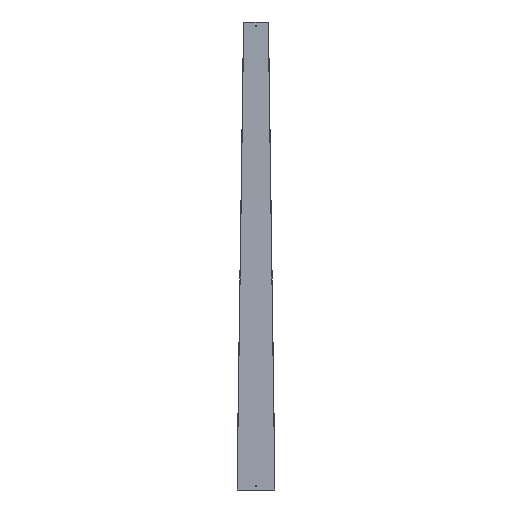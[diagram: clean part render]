
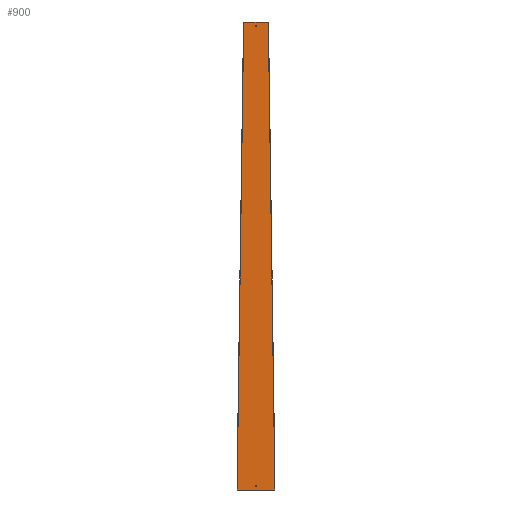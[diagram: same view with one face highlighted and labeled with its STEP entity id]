
A CAD part, front view. The second image highlights one B-rep face of the part: STEP entity #900.
In plain terms, the highlighted planar face has unit normal (0, -1, 0).
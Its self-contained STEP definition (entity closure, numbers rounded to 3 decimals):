
#2 = DIRECTION ( 'NONE',  ( 0., 0., -1. ) ) ;
#27 = DIRECTION ( 'NONE',  ( 0., 0., 1. ) ) ;
#28 = DIRECTION ( 'NONE',  ( 0., 1., 0. ) ) ;
#29 = CARTESIAN_POINT ( 'NONE',  ( 0., 0., -15. ) ) ;
#34 = DIRECTION ( 'NONE',  ( 0., 0., 1. ) ) ;
#37 = DIRECTION ( 'NONE',  ( 0., 1., 0. ) ) ;
#39 = DIRECTION ( 'NONE',  ( 0., 0., 1. ) ) ;
#40 = CARTESIAN_POINT ( 'NONE',  ( -69., 0., -54.802 ) ) ;
#41 = DIRECTION ( 'NONE',  ( 0., 1., 0. ) ) ;
#52 = CARTESIAN_POINT ( 'NONE',  ( 69., 0., -54.802 ) ) ;
#56 = DIRECTION ( 'NONE',  ( -1., 0., 0. ) ) ;
#59 = CARTESIAN_POINT ( 'NONE',  ( -76., 0., -1882. ) ) ;
#60 = CARTESIAN_POINT ( 'NONE',  ( -50.2, 0., -54.802 ) ) ;
#66 = CARTESIAN_POINT ( 'NONE',  ( 50.2, 0., -54.802 ) ) ;
#67 = CARTESIAN_POINT ( 'NONE',  ( 44., 0., -1827.155 ) ) ;
#68 = DIRECTION ( 'NONE',  ( 0., -1., 0. ) ) ;
#70 = DIRECTION ( 'NONE',  ( 0., 0., 1. ) ) ;
#72 = DIRECTION ( 'NONE',  ( 0., 0., 1. ) ) ;
#91 = CARTESIAN_POINT ( 'NONE',  ( 0., 0., -12.5 ) ) ;
#93 = CARTESIAN_POINT ( 'NONE',  ( 0., 0., -1864.5 ) ) ;
#141 = AXIS2_PLACEMENT_3D ( 'NONE', #602, #601, #585 ) ;
#155 = EDGE_CURVE ( 'NONE', #817, #880, #644, .T. ) ;
#161 = AXIS2_PLACEMENT_3D ( 'NONE', #570, #546, #461 ) ;
#163 = EDGE_CURVE ( 'NONE', #248, #248, #836, .T. ) ;
#183 = AXIS2_PLACEMENT_3D ( 'NONE', #40, #37, #34 ) ;
#185 = AXIS2_PLACEMENT_3D ( 'NONE', #29, #28, #27 ) ;
#189 = AXIS2_PLACEMENT_3D ( 'NONE', #52, #41, #39 ) ;
#191 = AXIS2_PLACEMENT_3D ( 'NONE', #67, #68, #70 ) ;
#202 = AXIS2_PLACEMENT_3D ( 'NONE', #518, #517, #513 ) ;
#244 = VERTEX_POINT ( 'NONE', #91 ) ;
#248 = VERTEX_POINT ( 'NONE', #93 ) ;
#263 = CIRCLE ( 'NONE', #185, 2.5 ) ;
#266 = VECTOR ( 'NONE', #2, 1000. ) ;
#269 = LINE ( 'NONE', #60, #266 ) ;
#273 = CIRCLE ( 'NONE', #183, 18.8 ) ;
#283 = VECTOR ( 'NONE', #56, 1000. ) ;
#286 = LINE ( 'NONE', #59, #283 ) ;
#294 = CIRCLE ( 'NONE', #189, 18.8 ) ;
#299 = VECTOR ( 'NONE', #72, 1000. ) ;
#305 = LINE ( 'NONE', #66, #299 ) ;
#308 = VECTOR ( 'NONE', #561, 1000. ) ;
#310 = VECTOR ( 'NONE', #529, 1000. ) ;
#311 = LINE ( 'NONE', #560, #308 ) ;
#312 = LINE ( 'NONE', #555, #310 ) ;
#314 = CIRCLE ( 'NONE', #191, 31.2 ) ;
#318 = VECTOR ( 'NONE', #519, 1000. ) ;
#320 = LINE ( 'NONE', #511, #318 ) ;
#326 = CIRCLE ( 'NONE', #202, 31.2 ) ;
#329 = VECTOR ( 'NONE', #565, 1000. ) ;
#332 = LINE ( 'NONE', #577, #329 ) ;
#379 = FACE_BOUND ( 'NONE', #673, .T. ) ;
#382 = FACE_BOUND ( 'NONE', #648, .T. ) ;
#387 = FACE_OUTER_BOUND ( 'NONE', #874, .T. ) ;
#390 = CARTESIAN_POINT ( 'NONE',  ( 50.2, 0., -54.802 ) ) ;
#399 = CARTESIAN_POINT ( 'NONE',  ( -51., 0., 0. ) ) ;
#431 = CARTESIAN_POINT ( 'NONE',  ( -50.2, 0., -54.802 ) ) ;
#435 = DIRECTION ( 'NONE',  ( 1., 0., 0. ) ) ;
#461 = DIRECTION ( 'NONE',  ( 0., 0., 1. ) ) ;
#463 = CARTESIAN_POINT ( 'NONE',  ( -75.197, 0., -1826.715 ) ) ;
#492 = CARTESIAN_POINT ( 'NONE',  ( -50.2, 0., 0. ) ) ;
#494 = CARTESIAN_POINT ( 'NONE',  ( 50.2, 0., 0. ) ) ;
#497 = CARTESIAN_POINT ( 'NONE',  ( -50.202, 0., -55.068 ) ) ;
#509 = CARTESIAN_POINT ( 'NONE',  ( 50.202, 0., -55.068 ) ) ;
#511 = CARTESIAN_POINT ( 'NONE',  ( 50.174, 0., -53.121 ) ) ;
#513 = DIRECTION ( 'NONE',  ( 0., 0., 1. ) ) ;
#517 = DIRECTION ( 'NONE',  ( 0., -1., 0. ) ) ;
#518 = CARTESIAN_POINT ( 'NONE',  ( -44., 0., -1827.155 ) ) ;
#519 = DIRECTION ( 'NONE',  ( -0.014, 0., 1. ) ) ;
#529 = DIRECTION ( 'NONE',  ( -0.014, 0., -1. ) ) ;
#546 = DIRECTION ( 'NONE',  ( 0., 1., 0. ) ) ;
#555 = CARTESIAN_POINT ( 'NONE',  ( -50.202, 0., -55.068 ) ) ;
#559 = PLANE ( 'NONE',  #161 ) ;
#560 = CARTESIAN_POINT ( 'NONE',  ( -75.2, 0., -54.802 ) ) ;
#561 = DIRECTION ( 'NONE',  ( 0., 0., -1. ) ) ;
#565 = DIRECTION ( 'NONE',  ( 0., 0., 1. ) ) ;
#570 = CARTESIAN_POINT ( 'NONE',  ( -69., 0., -54.802 ) ) ;
#577 = CARTESIAN_POINT ( 'NONE',  ( 75.2, 0., -54.802 ) ) ;
#585 = DIRECTION ( 'NONE',  ( 0., 0., 1. ) ) ;
#595 = CARTESIAN_POINT ( 'NONE',  ( 75.2, 0., -1882. ) ) ;
#601 = DIRECTION ( 'NONE',  ( 0., 1., 0. ) ) ;
#602 = CARTESIAN_POINT ( 'NONE',  ( 0., 0., -1867. ) ) ;
#610 = CARTESIAN_POINT ( 'NONE',  ( -75.2, 0., -1882. ) ) ;
#613 = CARTESIAN_POINT ( 'NONE',  ( -75.2, 0., -1827.155 ) ) ;
#615 = CARTESIAN_POINT ( 'NONE',  ( 75.2, 0., -1827.155 ) ) ;
#626 = CARTESIAN_POINT ( 'NONE',  ( 75.197, 0., -1826.715 ) ) ;
#630 = ORIENTED_EDGE ( 'NONE', *, *, #953, .T. ) ;
#638 = VERTEX_POINT ( 'NONE', #595 ) ;
#644 = LINE ( 'NONE', #399, #795 ) ;
#648 = EDGE_LOOP ( 'NONE', ( #695 ) ) ;
#667 = ORIENTED_EDGE ( 'NONE', *, *, #949, .T. ) ;
#668 = ORIENTED_EDGE ( 'NONE', *, *, #943, .T. ) ;
#673 = EDGE_LOOP ( 'NONE', ( #678 ) ) ;
#678 = ORIENTED_EDGE ( 'NONE', *, *, #163, .T. ) ;
#681 = VERTEX_POINT ( 'NONE', #615 ) ;
#693 = VERTEX_POINT ( 'NONE', #390 ) ;
#695 = ORIENTED_EDGE ( 'NONE', *, *, #971, .T. ) ;
#696 = VERTEX_POINT ( 'NONE', #613 ) ;
#697 = VERTEX_POINT ( 'NONE', #610 ) ;
#702 = ORIENTED_EDGE ( 'NONE', *, *, #968, .T. ) ;
#718 = ORIENTED_EDGE ( 'NONE', *, *, #155, .F. ) ;
#725 = ORIENTED_EDGE ( 'NONE', *, *, #958, .F. ) ;
#734 = VERTEX_POINT ( 'NONE', #626 ) ;
#735 = ORIENTED_EDGE ( 'NONE', *, *, #974, .T. ) ;
#737 = ORIENTED_EDGE ( 'NONE', *, *, #936, .T. ) ;
#743 = VERTEX_POINT ( 'NONE', #431 ) ;
#771 = VERTEX_POINT ( 'NONE', #497 ) ;
#774 = ORIENTED_EDGE ( 'NONE', *, *, #947, .T. ) ;
#795 = VECTOR ( 'NONE', #435, 1000. ) ;
#816 = ORIENTED_EDGE ( 'NONE', *, *, #931, .T. ) ;
#817 = VERTEX_POINT ( 'NONE', #492 ) ;
#827 = VERTEX_POINT ( 'NONE', #509 ) ;
#836 = CIRCLE ( 'NONE', #141, 2.5 ) ;
#851 = VERTEX_POINT ( 'NONE', #463 ) ;
#859 = ORIENTED_EDGE ( 'NONE', *, *, #944, .T. ) ;
#874 = EDGE_LOOP ( 'NONE', ( #630, #667, #718, #702, #735, #668, #737, #859, #725, #816, #774, #890 ) ) ;
#880 = VERTEX_POINT ( 'NONE', #494 ) ;
#890 = ORIENTED_EDGE ( 'NONE', *, *, #938, .T. ) ;
#900 = ADVANCED_FACE ( 'NONE', ( #382, #379, #387 ), #559, .F. ) ;
#931 = EDGE_CURVE ( 'NONE', #638, #681, #332, .T. ) ;
#936 = EDGE_CURVE ( 'NONE', #851, #696, #326, .T. ) ;
#938 = EDGE_CURVE ( 'NONE', #734, #827, #320, .T. ) ;
#943 = EDGE_CURVE ( 'NONE', #771, #851, #312, .T. ) ;
#944 = EDGE_CURVE ( 'NONE', #696, #697, #311, .T. ) ;
#947 = EDGE_CURVE ( 'NONE', #681, #734, #314, .T. ) ;
#949 = EDGE_CURVE ( 'NONE', #693, #880, #305, .T. ) ;
#953 = EDGE_CURVE ( 'NONE', #827, #693, #294, .T. ) ;
#958 = EDGE_CURVE ( 'NONE', #638, #697, #286, .T. ) ;
#968 = EDGE_CURVE ( 'NONE', #817, #743, #269, .T. ) ;
#971 = EDGE_CURVE ( 'NONE', #244, #244, #263, .T. ) ;
#974 = EDGE_CURVE ( 'NONE', #743, #771, #273, .T. ) ;
